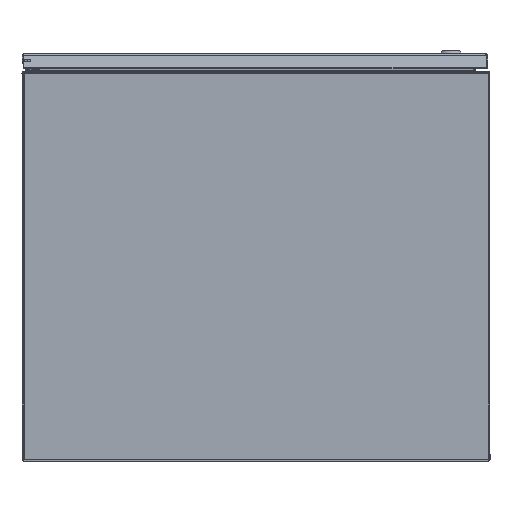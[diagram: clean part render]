
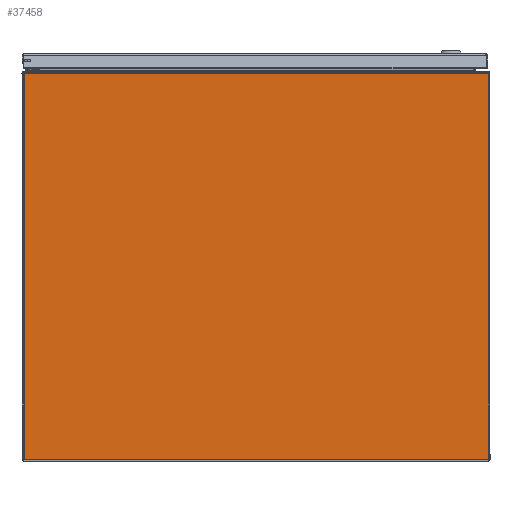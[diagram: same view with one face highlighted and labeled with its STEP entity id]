
A CAD part, front view. The second image highlights one B-rep face of the part: STEP entity #37458.
In plain terms, the highlighted face is planar.
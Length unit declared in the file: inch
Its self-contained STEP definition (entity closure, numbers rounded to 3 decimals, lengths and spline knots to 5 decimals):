
#36465=CARTESIAN_POINT('',(19.82075,0.0,0.));
#36466=VERTEX_POINT('',#36465);
#36525=CARTESIAN_POINT('',(19.82075,23.852,0.));
#36526=VERTEX_POINT('',#36525);
#37275=CARTESIAN_POINT('',(19.82075,23.852,0.0));
#37276=DIRECTION('',(0.0,-1.0,0.0));
#37277=VECTOR('',#37276,23.852);
#37278=LINE('',#37275,#37277);
#37279=EDGE_CURVE('',#36526,#36466,#37278,.T.);
#37410=CARTESIAN_POINT('',(0.,23.852,0.0));
#37411=VERTEX_POINT('',#37410);
#37412=CARTESIAN_POINT('',(19.82075,23.852,0.0));
#37413=DIRECTION('',(-1.0,0.0,0.0));
#37414=VECTOR('',#37413,19.82075);
#37415=LINE('',#37412,#37414);
#37416=EDGE_CURVE('',#36526,#37411,#37415,.T.);
#37435=CARTESIAN_POINT('',(9.926,11.926,0.0));
#37436=DIRECTION('',(0.0,0.0,1.0));
#37437=DIRECTION('',(0.0,-1.0,0.0));
#37438=AXIS2_PLACEMENT_3D('',#37435,#37436,#37437);
#37439=PLANE('',#37438);
#37440=ORIENTED_EDGE('',*,*,#37279,.T.);
#37441=CARTESIAN_POINT('',(0.,0.0,0.0));
#37442=VERTEX_POINT('',#37441);
#37443=CARTESIAN_POINT('',(0.,0.0,0.0));
#37444=DIRECTION('',(1.0,0.0,0.0));
#37445=VECTOR('',#37444,19.82075);
#37446=LINE('',#37443,#37445);
#37447=EDGE_CURVE('',#37442,#36466,#37446,.T.);
#37448=ORIENTED_EDGE('',*,*,#37447,.F.);
#37449=CARTESIAN_POINT('',(0.,23.852,0.0));
#37450=DIRECTION('',(0.0,-1.0,0.0));
#37451=VECTOR('',#37450,23.852);
#37452=LINE('',#37449,#37451);
#37453=EDGE_CURVE('',#37411,#37442,#37452,.T.);
#37454=ORIENTED_EDGE('',*,*,#37453,.F.);
#37455=ORIENTED_EDGE('',*,*,#37416,.F.);
#37456=EDGE_LOOP('',(#37440,#37448,#37454,#37455));
#37457=FACE_OUTER_BOUND('',#37456,.T.);
#37458=ADVANCED_FACE('',(#37457),#37439,.F.);
